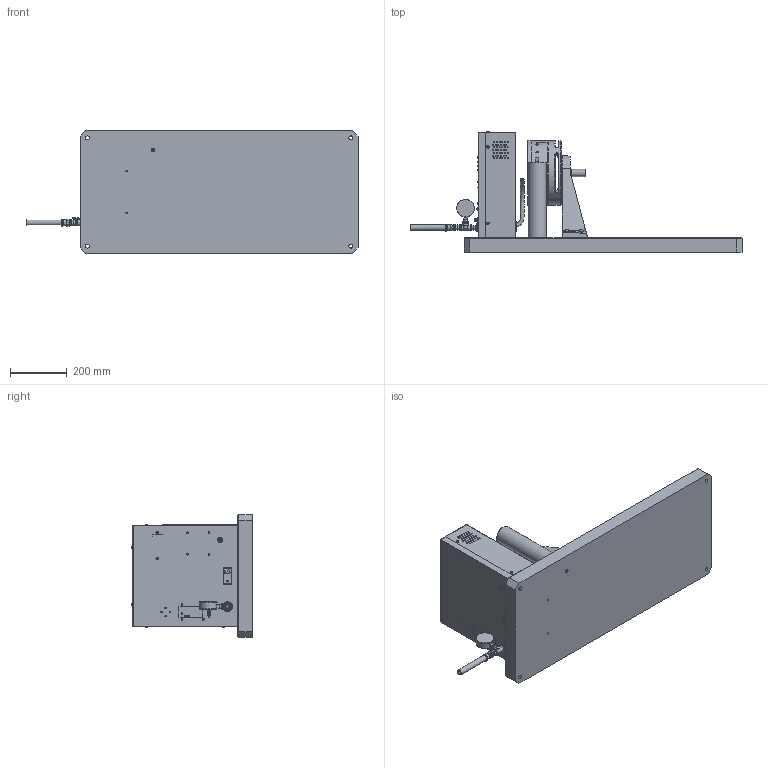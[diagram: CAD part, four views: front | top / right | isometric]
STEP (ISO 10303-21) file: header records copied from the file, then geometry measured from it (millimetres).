
FILE_DESCRIPTION (( 'STEP AP203' ), '1' );
FILE_NAME ('HD-800-XC1-0200_A.stp', '2022-07-15T15:09:44', ( '' ), ( '' ), 'SwSTEP 2.0', 'SolidWorks 2020', '' );
FILE_SCHEMA (( 'CONFIG_CONTROL_DESIGN' ));
Length unit declared in the file: millimetre
Products named in the file (1): HD-800-XC1-0200_A
Bounding box: 1168.55 x 424.84 x 431.8 mm (x, y, z)
Surface area: 2271353.8 mm2 (no closed solid volume)
Topology: 0 solids, 144 shells, 696 faces, 3613 edges, 3033 vertices
Faces by surface type: plane 365, cylinder 226, cone 49, torus 36, bspline 20
Full cylindrical faces by diameter (mm): 1 x1, 1.016 x6, 2.8 x1, 3.572 x2, 3.8 x84, 4.366 x4, 4.75 x3, 5.08 x1, 5.105 x1, 5.41 x3, 5.563 x4, 6.35 x1, 6.655 x4, 7.391 x1, 8.3 x1, 8.331 x2, 9.169 x7, 10 x1, 10.236 x2, 10.7 x2, 11.906 x4, 12.7 x2, 13.335 x1, 13.492 x4, 15.875 x1, 16.51 x1, 17.145 x3, 19.05 x5, 19.812 x1, 19.99 x4
Entity records: 46372 total; most frequent: CARTESIAN_POINT 20088, DIRECTION 4932, ORIENTED_EDGE 4149, EDGE_CURVE 3280, VERTEX_POINT 2944, VECTOR 1906, LINE 1906, AXIS2_PLACEMENT_3D 1513
